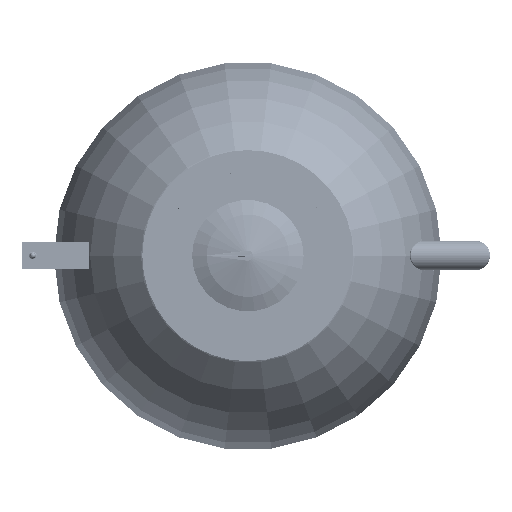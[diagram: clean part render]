
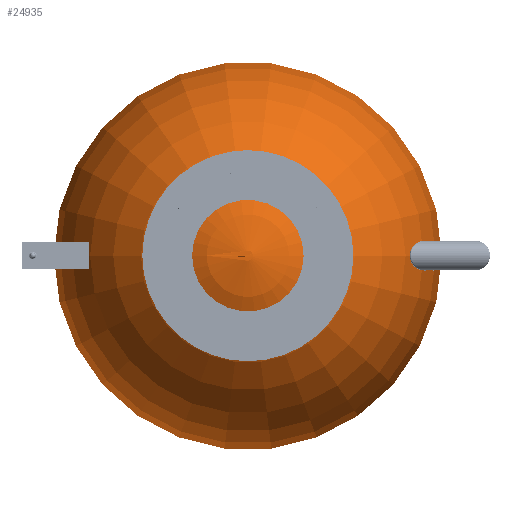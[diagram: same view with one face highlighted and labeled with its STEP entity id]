
A CAD part, top view. The second image highlights one B-rep face of the part: STEP entity #24935.
In plain terms, the highlighted toroidal (fillet/blend) face has major radius 79.26 mm and minor radius 807.676 mm.
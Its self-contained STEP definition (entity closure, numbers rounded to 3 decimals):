
#918=VERTEX_LOOP('',#12613);
#920=DEGENERATE_TOROIDAL_SURFACE('',#27371,79.26,807.675,
 .T.);
#5230=ORIENTED_EDGE('',*,*,#10043,.F.);
#10043=EDGE_CURVE('',#12612,#12612,#15016,.T.);
#12612=VERTEX_POINT('',#33908);
#12613=VERTEX_POINT('',#33910);
#15016=CIRCLE('',#27370,395.716);
#15817=EDGE_LOOP('',(#5230));
#20403=FACE_BOUND('',#918,.T.);
#20404=FACE_BOUND('',#15817,.T.);
#24935=ADVANCED_FACE('',(#20403,#20404),#920,.F.);
#27370=AXIS2_PLACEMENT_3D('',#33907,#29390,#29391);
#27371=AXIS2_PLACEMENT_3D('',#33909,#29392,#29393);
#29390=DIRECTION('',(0.,0.,-1.));
#29391=DIRECTION('',(-1.,0.,0.));
#29392=DIRECTION('',(0.,0.,-1.));
#29393=DIRECTION('',(-1.,0.,0.));
#33907=CARTESIAN_POINT('',(0.,0.,-15.));
#33908=CARTESIAN_POINT('',(-395.716,0.,-15.));
#33909=CARTESIAN_POINT('',(0.,0.,728.099));
#33910=CARTESIAN_POINT('',(0.,0.,-75.678));
